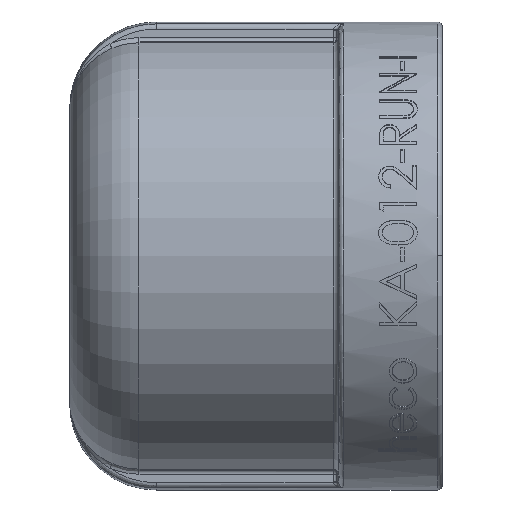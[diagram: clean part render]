
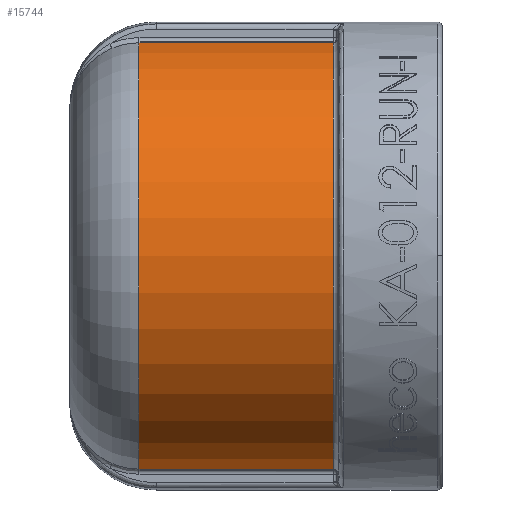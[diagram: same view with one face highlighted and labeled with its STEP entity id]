
A CAD part, top view. The second image highlights one B-rep face of the part: STEP entity #15744.
In plain terms, the highlighted cylindrical face has radius 12.5 mm (diameter 25 mm), a partial arc.
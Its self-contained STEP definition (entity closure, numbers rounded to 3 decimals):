
#96 = ORIENTED_EDGE ( 'NONE', *, *, #12332, .F. ) ;
#296 = CARTESIAN_POINT ( 'NONE',  ( -0.8, -12.297, 2.246 ) ) ;
#353 = DIRECTION ( 'NONE',  ( 1., 0., 0. ) ) ;
#434 = AXIS2_PLACEMENT_3D ( 'NONE', #14831, #7703, #14775 ) ;
#541 = LINE ( 'NONE', #2762, #5201 ) ;
#680 = ORIENTED_EDGE ( 'NONE', *, *, #17320, .F. ) ;
#994 = LINE ( 'NONE', #11199, #5859 ) ;
#1667 = EDGE_CURVE ( 'NONE', #17403, #12914, #14907, .T. ) ;
#1885 = CYLINDRICAL_SURFACE ( 'NONE', #8945, 12.5 ) ;
#2086 = DIRECTION ( 'NONE',  ( 0., 1., 0. ) ) ;
#2271 = CIRCLE ( 'NONE', #5547, 12.5 ) ;
#2762 = CARTESIAN_POINT ( 'NONE',  ( -8.25, 12.297, 2.246 ) ) ;
#4542 = EDGE_CURVE ( 'NONE', #12914, #5901, #541, .T. ) ;
#5201 = VECTOR ( 'NONE', #11341, 1000. ) ;
#5547 = AXIS2_PLACEMENT_3D ( 'NONE', #10705, #15035, #6483 ) ;
#5859 = VECTOR ( 'NONE', #6906, 1000. ) ;
#5901 = VERTEX_POINT ( 'NONE', #12356 ) ;
#5936 = ORIENTED_EDGE ( 'NONE', *, *, #1667, .F. ) ;
#6001 = CARTESIAN_POINT ( 'NONE',  ( -8.25, 0., 0. ) ) ;
#6407 = VERTEX_POINT ( 'NONE', #296 ) ;
#6483 = DIRECTION ( 'NONE',  ( 0., -1., 0. ) ) ;
#6906 = DIRECTION ( 'NONE',  ( -1., 0., 0. ) ) ;
#7703 = DIRECTION ( 'NONE',  ( -1., 0., 0. ) ) ;
#8234 = EDGE_LOOP ( 'NONE', ( #96, #680, #17177, #5936 ) ) ;
#8945 = AXIS2_PLACEMENT_3D ( 'NONE', #6001, #353, #2086 ) ;
#10705 = CARTESIAN_POINT ( 'NONE',  ( -0.8, 0., 0. ) ) ;
#11199 = CARTESIAN_POINT ( 'NONE',  ( -8.25, -12.297, 2.246 ) ) ;
#11341 = DIRECTION ( 'NONE',  ( 1., 0., 0. ) ) ;
#11673 = FACE_OUTER_BOUND ( 'NONE', #8234, .T. ) ;
#12332 = EDGE_CURVE ( 'NONE', #6407, #17403, #994, .T. ) ;
#12356 = CARTESIAN_POINT ( 'NONE',  ( -0.8, 12.297, 2.246 ) ) ;
#12914 = VERTEX_POINT ( 'NONE', #16579 ) ;
#14775 = DIRECTION ( 'NONE',  ( 0., 0., 1. ) ) ;
#14831 = CARTESIAN_POINT ( 'NONE',  ( -12., 0., 0. ) ) ;
#14907 = CIRCLE ( 'NONE', #434, 12.5 ) ;
#15035 = DIRECTION ( 'NONE',  ( 1., 0., 0. ) ) ;
#15157 = CARTESIAN_POINT ( 'NONE',  ( -12., -12.297, 2.246 ) ) ;
#15744 = ADVANCED_FACE ( 'NONE', ( #11673 ), #1885, .T. ) ;
#16579 = CARTESIAN_POINT ( 'NONE',  ( -12., 12.297, 2.246 ) ) ;
#17177 = ORIENTED_EDGE ( 'NONE', *, *, #4542, .F. ) ;
#17320 = EDGE_CURVE ( 'NONE', #5901, #6407, #2271, .T. ) ;
#17403 = VERTEX_POINT ( 'NONE', #15157 ) ;
